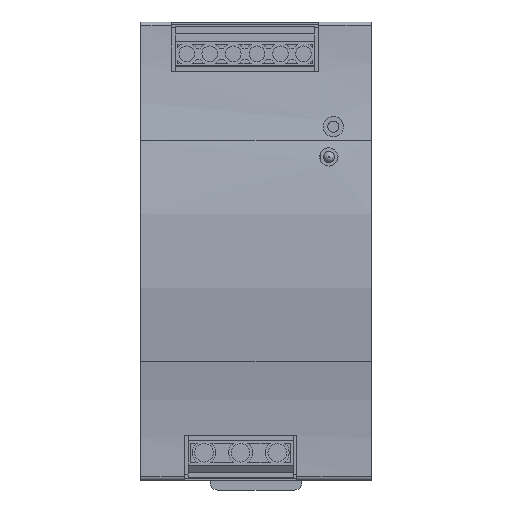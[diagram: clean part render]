
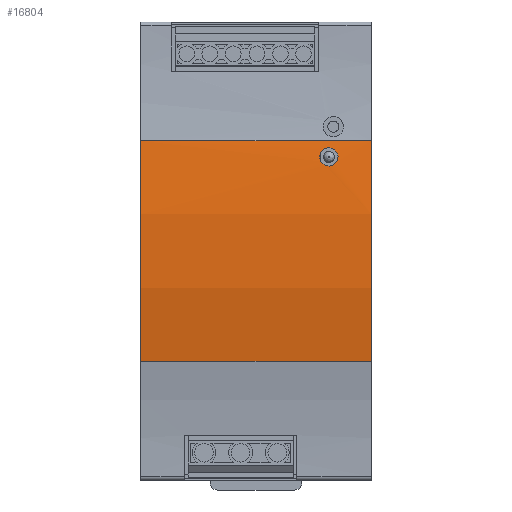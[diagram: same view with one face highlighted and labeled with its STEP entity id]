
A CAD part, left-side view. The second image highlights one B-rep face of the part: STEP entity #16804.
In plain terms, the highlighted cylindrical face has radius 150.5 mm (diameter 301 mm), a partial arc.
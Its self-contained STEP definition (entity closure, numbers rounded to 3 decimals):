
#16661=CARTESIAN_POINT('',(1767.001,14.486,9015.251));
#16662=VERTEX_POINT('',#16661);
#16670=CARTESIAN_POINT('',(1767.001,77.486,9015.251));
#16671=VERTEX_POINT('',#16670);
#16672=CARTESIAN_POINT('',(1767.001,14.486,9015.251));
#16673=DIRECTION('',(0.0,1.0,0.0));
#16674=VECTOR('',#16673,63.0);
#16675=LINE('',#16672,#16674);
#16676=EDGE_CURVE('',#16662,#16671,#16675,.T.);
#16713=CARTESIAN_POINT('',(1619.543,20.236,8985.141));
#16714=DIRECTION('',(0.0,-1.0,0.0));
#16715=DIRECTION('',(1.0,0.0,0.0));
#16716=AXIS2_PLACEMENT_3D('',#16713,#16714,#16715);
#16717=CYLINDRICAL_SURFACE('',#16716,150.5);
#16718=CARTESIAN_POINT('',(1767.001,14.486,8955.031));
#16719=VERTEX_POINT('',#16718);
#16720=CARTESIAN_POINT('',(1767.001,77.486,8955.031));
#16721=VERTEX_POINT('',#16720);
#16722=CARTESIAN_POINT('',(1767.001,14.486,8955.031));
#16723=DIRECTION('',(0.0,1.0,0.0));
#16724=VECTOR('',#16723,63.0);
#16725=LINE('',#16722,#16724);
#16726=EDGE_CURVE('',#16719,#16721,#16725,.T.);
#16727=ORIENTED_EDGE('',*,*,#16726,.T.);
#16728=CARTESIAN_POINT('',(1619.543,77.486,8985.141));
#16729=DIRECTION('',(0.0,-1.0,0.0));
#16730=DIRECTION('',(1.0,0.0,0.0));
#16731=AXIS2_PLACEMENT_3D('',#16728,#16729,#16730);
#16732=CIRCLE('',#16731,150.5);
#16733=EDGE_CURVE('',#16721,#16671,#16732,.T.);
#16734=ORIENTED_EDGE('',*,*,#16733,.T.);
#16735=ORIENTED_EDGE('',*,*,#16676,.F.);
#16736=CARTESIAN_POINT('',(1619.543,14.486,8985.141));
#16737=DIRECTION('',(0.0,-1.0,0.0));
#16738=DIRECTION('',(1.0,0.0,0.0));
#16739=AXIS2_PLACEMENT_3D('',#16736,#16737,#16738);
#16740=CIRCLE('',#16739,150.5);
#16741=EDGE_CURVE('',#16719,#16662,#16740,.T.);
#16742=ORIENTED_EDGE('',*,*,#16741,.F.);
#16743=EDGE_LOOP('',(#16727,#16734,#16735,#16742));
#16744=FACE_OUTER_BOUND('',#16743,.T.);
#16745=CARTESIAN_POINT('',(1767.822,23.586,8959.377));
#16746=VERTEX_POINT('',#16745);
#16747=CARTESIAN_POINT('',(1767.365,26.086,8956.877));
#16748=VERTEX_POINT('',#16747);
#16749=CARTESIAN_POINT('',(1767.822,23.586,8959.377));
#16750=CARTESIAN_POINT('',(1767.738,23.586,8958.897));
#16751=CARTESIAN_POINT('',(1767.652,23.727,8958.418));
#16752=CARTESIAN_POINT('',(1767.578,23.99,8958.014));
#16753=CARTESIAN_POINT('',(1767.509,24.235,8957.637));
#16754=CARTESIAN_POINT('',(1767.451,24.585,8957.327));
#16755=CARTESIAN_POINT('',(1767.413,24.992,8957.129));
#16756=CARTESIAN_POINT('',(1767.382,25.33,8956.964));
#16757=CARTESIAN_POINT('',(1767.365,25.709,8956.877));
#16758=CARTESIAN_POINT('',(1767.365,26.086,8956.877));
#16759=B_SPLINE_CURVE_WITH_KNOTS('',3,(#16749,#16750,#16751,#16752,#16753,#16754,#16755,#16756,#16757,#16758),.UNSPECIFIED.,.F.,.U.,(4,3,3,4),(0.0,1.462,2.825,3.959),.UNSPECIFIED.);
#16760=EDGE_CURVE('',#16746,#16748,#16759,.T.);
#16761=ORIENTED_EDGE('',*,*,#16760,.F.);
#16762=CARTESIAN_POINT('',(1767.822,28.586,8959.377));
#16763=VERTEX_POINT('',#16762);
#16764=CARTESIAN_POINT('',(1767.822,28.586,8959.377));
#16765=CARTESIAN_POINT('',(1767.904,28.586,8959.851));
#16766=CARTESIAN_POINT('',(1767.984,28.447,8960.326));
#16767=CARTESIAN_POINT('',(1768.05,28.19,8960.727));
#16768=CARTESIAN_POINT('',(1768.11,27.954,8961.094));
#16769=CARTESIAN_POINT('',(1768.159,27.619,8961.4));
#16770=CARTESIAN_POINT('',(1768.191,27.228,8961.601));
#16771=CARTESIAN_POINT('',(1768.221,26.862,8961.789));
#16772=CARTESIAN_POINT('',(1768.236,26.448,8961.885));
#16773=CARTESIAN_POINT('',(1768.234,26.036,8961.876));
#16774=CARTESIAN_POINT('',(1768.233,25.574,8961.867));
#16775=CARTESIAN_POINT('',(1768.211,25.117,8961.727));
#16776=CARTESIAN_POINT('',(1768.171,24.731,8961.477));
#16777=CARTESIAN_POINT('',(1768.137,24.393,8961.26));
#16778=CARTESIAN_POINT('',(1768.089,24.111,8960.961));
#16779=CARTESIAN_POINT('',(1768.031,23.914,8960.615));
#16780=CARTESIAN_POINT('',(1767.969,23.7,8960.238));
#16781=CARTESIAN_POINT('',(1767.896,23.586,8959.808));
#16782=CARTESIAN_POINT('',(1767.822,23.586,8959.377));
#16783=B_SPLINE_CURVE_WITH_KNOTS('',3,(#16764,#16765,#16766,#16767,#16768,#16769,#16770,#16771,#16772,#16773,#16774,#16775,#16776,#16777,#16778,#16779,#16780,#16781,#16782),.UNSPECIFIED.,.F.,.U.,(4,3,3,3,3,3,4),(0.0,1.445,2.767,4.004,5.389,6.596,7.908),.UNSPECIFIED.);
#16784=EDGE_CURVE('',#16763,#16746,#16783,.T.);
#16785=ORIENTED_EDGE('',*,*,#16784,.F.);
#16786=CARTESIAN_POINT('',(1767.365,26.086,8956.877));
#16787=CARTESIAN_POINT('',(1767.365,26.393,8956.877));
#16788=CARTESIAN_POINT('',(1767.376,26.702,8956.934));
#16789=CARTESIAN_POINT('',(1767.398,26.988,8957.045));
#16790=CARTESIAN_POINT('',(1767.429,27.419,8957.212));
#16791=CARTESIAN_POINT('',(1767.484,27.8,8957.5));
#16792=CARTESIAN_POINT('',(1767.551,28.077,8957.865));
#16793=CARTESIAN_POINT('',(1767.621,28.367,8958.246));
#16794=CARTESIAN_POINT('',(1767.705,28.542,8958.709));
#16795=CARTESIAN_POINT('',(1767.788,28.579,8959.183));
#16796=CARTESIAN_POINT('',(1767.799,28.584,8959.248));
#16797=CARTESIAN_POINT('',(1767.81,28.586,8959.312));
#16798=CARTESIAN_POINT('',(1767.822,28.586,8959.377));
#16799=B_SPLINE_CURVE_WITH_KNOTS('',3,(#16786,#16787,#16788,#16789,#16790,#16791,#16792,#16793,#16794,#16795,#16796,#16797,#16798),.UNSPECIFIED.,.F.,.U.,(4,3,3,3,4),(0.0,0.924,2.314,3.763,3.959),.UNSPECIFIED.);
#16800=EDGE_CURVE('',#16748,#16763,#16799,.T.);
#16801=ORIENTED_EDGE('',*,*,#16800,.F.);
#16802=EDGE_LOOP('',(#16761,#16785,#16801));
#16803=FACE_BOUND('',#16802,.T.);
#16804=ADVANCED_FACE('',(#16744,#16803),#16717,.T.);
